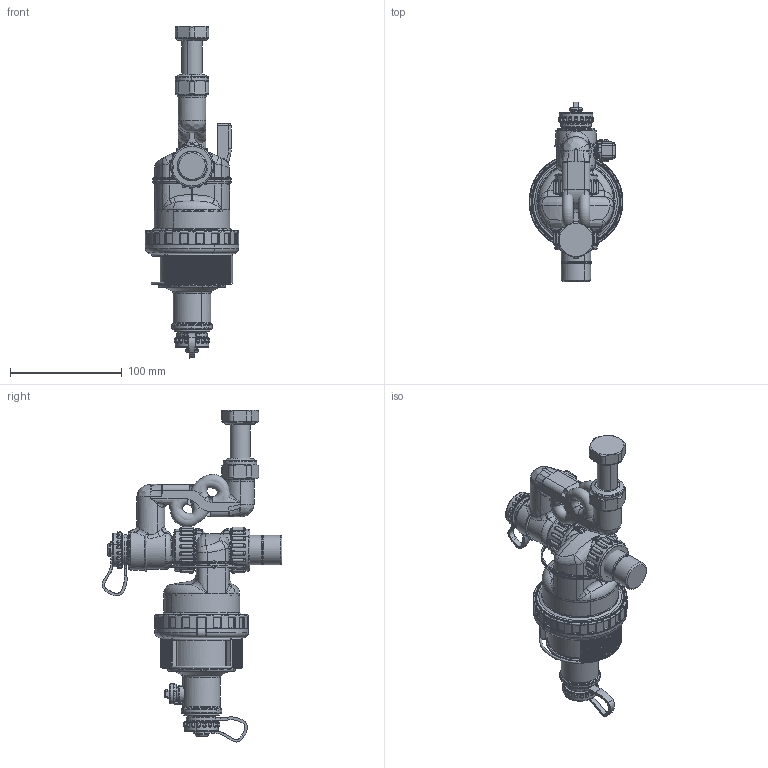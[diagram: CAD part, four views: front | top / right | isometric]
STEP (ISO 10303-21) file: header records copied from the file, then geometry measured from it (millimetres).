
FILE_DESCRIPTION((''),'2;1');
FILE_NAME('_545555003_ALLCATPA00_SW0001','2017-05-25T',('sparenzan'),(''),'CREO PARAMETRIC BY PTC INC, 2016050','CREO PARAMETRIC BY PTC INC, 2016050','');
FILE_SCHEMA(('CONFIG_CONTROL_DESIGN'));
Products named in the file (1): _545555003_ALLCATPA00_SW0001
Bounding box: 84 x 161.2 x 297.4 mm (x, y, z)
Surface area: 253967.5 mm2 (no closed solid volume)
Topology: 0 solids, 0 shells, 2311 faces, 12016 edges, 11694 vertices
Faces by surface type: bspline 1969, torus 294, sphere 48
Entity records: 245752 total; most frequent: CARTESIAN_POINT 146544, DIRECTION 15315, TRIMMED_CURVE 12129, DEFINITIONAL_REPRESENTATION 11497, PCURVE 11497, COMPOSITE_CURVE_SEGMENT 11497, VECTOR 9627, LINE 9627
